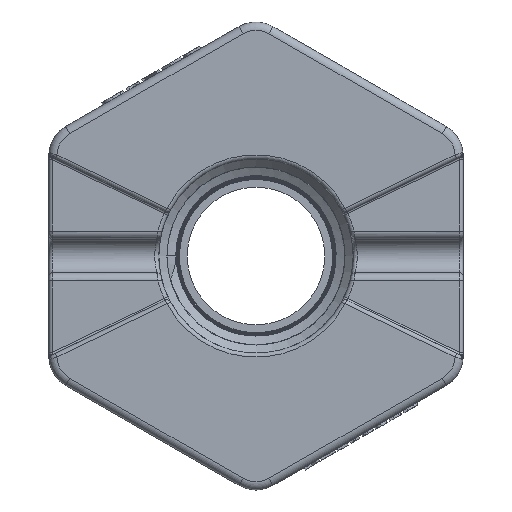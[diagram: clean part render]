
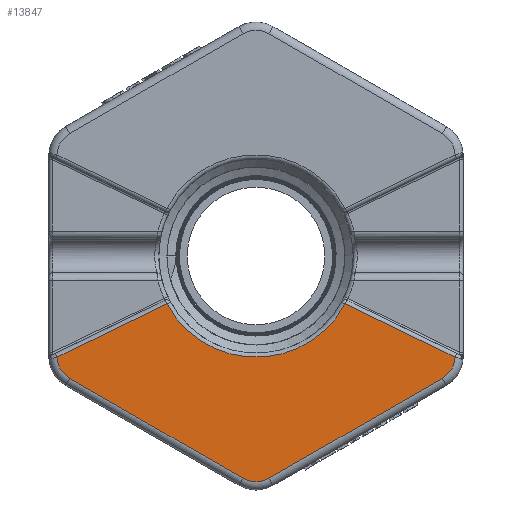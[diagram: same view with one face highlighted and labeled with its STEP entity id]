
A CAD part, left-side view. The second image highlights one B-rep face of the part: STEP entity #13847.
In plain terms, the highlighted planar face has unit normal (-1, 0, 0).
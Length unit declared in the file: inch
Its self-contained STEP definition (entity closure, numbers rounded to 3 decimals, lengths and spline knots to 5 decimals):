
#767=LINE('',#19522,#2189);
#768=LINE('',#19593,#2190);
#772=LINE('',#19764,#2194);
#773=LINE('',#19767,#2195);
#2189=VECTOR('',#15663,0.3937);
#2190=VECTOR('',#15688,0.3937);
#2194=VECTOR('',#15730,0.3937);
#2195=VECTOR('',#15733,0.3937);
#3605=PLANE('',#14754);
#4191=FACE_OUTER_BOUND('',#5017,.T.);
#5017=EDGE_LOOP('',(#9693,#9694,#9695,#9696,#9697,#9698,#9699,#9700));
#5917=CIRCLE('',#14731,0.75);
#5930=CIRCLE('',#14752,0.19);
#5932=CIRCLE('',#14755,0.19);
#5933=CIRCLE('',#14756,0.19);
#6180=VERTEX_POINT('',#19515);
#6183=VERTEX_POINT('',#19520);
#6186=VERTEX_POINT('',#19552);
#6192=VERTEX_POINT('',#19584);
#6207=VERTEX_POINT('',#19757);
#6208=VERTEX_POINT('',#19761);
#6209=VERTEX_POINT('',#19763);
#6210=VERTEX_POINT('',#19765);
#7543=EDGE_CURVE('',#6183,#6180,#767,.T.);
#7550=EDGE_CURVE('',#6180,#6186,#5917,.T.);
#7556=EDGE_CURVE('',#6186,#6192,#768,.T.);
#7579=EDGE_CURVE('',#6192,#6207,#5930,.T.);
#7581=EDGE_CURVE('',#6208,#6183,#5932,.T.);
#7582=EDGE_CURVE('',#6209,#6208,#772,.T.);
#7583=EDGE_CURVE('',#6210,#6209,#5933,.T.);
#7584=EDGE_CURVE('',#6207,#6210,#773,.T.);
#9693=ORIENTED_EDGE('',*,*,#7556,.F.);
#9694=ORIENTED_EDGE('',*,*,#7550,.F.);
#9695=ORIENTED_EDGE('',*,*,#7543,.F.);
#9696=ORIENTED_EDGE('',*,*,#7581,.F.);
#9697=ORIENTED_EDGE('',*,*,#7582,.F.);
#9698=ORIENTED_EDGE('',*,*,#7583,.F.);
#9699=ORIENTED_EDGE('',*,*,#7584,.F.);
#9700=ORIENTED_EDGE('',*,*,#7579,.F.);
#13847=ADVANCED_FACE('',(#4191),#3605,.T.);
#14731=AXIS2_PLACEMENT_3D('',#19558,#15676,#15677);
#14752=AXIS2_PLACEMENT_3D('',#19758,#15722,#15723);
#14754=AXIS2_PLACEMENT_3D('',#19760,#15726,#15727);
#14755=AXIS2_PLACEMENT_3D('',#19762,#15728,#15729);
#14756=AXIS2_PLACEMENT_3D('',#19766,#15731,#15732);
#15663=DIRECTION('',(0.,-0.9,0.436));
#15676=DIRECTION('center_axis',(-1.,0.,0.));
#15677=DIRECTION('ref_axis',(0.,0.,-1.));
#15688=DIRECTION('',(0.,-0.9,-0.436));
#15722=DIRECTION('center_axis',(1.,0.,0.));
#15723=DIRECTION('ref_axis',(0.,-0.863,-0.505));
#15726=DIRECTION('center_axis',(-1.,0.,0.));
#15727=DIRECTION('ref_axis',(0.,0.,1.));
#15728=DIRECTION('center_axis',(1.,0.,0.));
#15729=DIRECTION('ref_axis',(0.,0.863,-0.505));
#15730=DIRECTION('',(0.,0.866,0.5));
#15731=DIRECTION('center_axis',(1.,0.,0.));
#15732=DIRECTION('ref_axis',(0.,0.,-1.));
#15733=DIRECTION('',(0.,0.866,-0.5));
#19515=CARTESIAN_POINT('',(0.,0.66077,-0.3548));
#19520=CARTESIAN_POINT('',(0.,1.47486,-0.7492));
#19522=CARTESIAN_POINT('',(0.,1.21074,-0.62124));
#19552=CARTESIAN_POINT('',(0.,-0.66077,-0.3548));
#19558=CARTESIAN_POINT('Origin',(0.,0.,0.));
#19584=CARTESIAN_POINT('',(0.,-1.47486,-0.7492));
#19593=CARTESIAN_POINT('',(0.,0.14621,0.03616));
#19757=CARTESIAN_POINT('',(0.,-1.38,-0.90644));
#19758=CARTESIAN_POINT('Origin',(0.,-1.285,-0.7419));
#19760=CARTESIAN_POINT('Origin',(0.,1.1275,0.));
#19761=CARTESIAN_POINT('',(0.,1.38,-0.90644));
#19762=CARTESIAN_POINT('Origin',(0.,1.285,-0.7419));
#19763=CARTESIAN_POINT('',(0.,0.095,-1.64834));
#19764=CARTESIAN_POINT('',(0.,1.54406,-0.81172));
#19765=CARTESIAN_POINT('',(0.,-0.095,-1.64834));
#19766=CARTESIAN_POINT('Origin',(0.,0.,-1.48379));
#19767=CARTESIAN_POINT('',(0.,0.06906,-1.74306));
